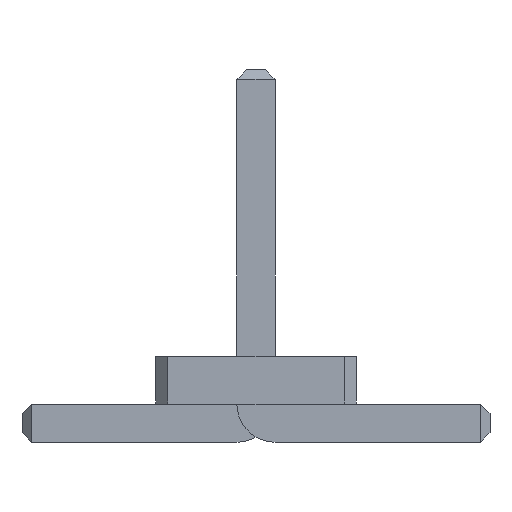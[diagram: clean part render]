
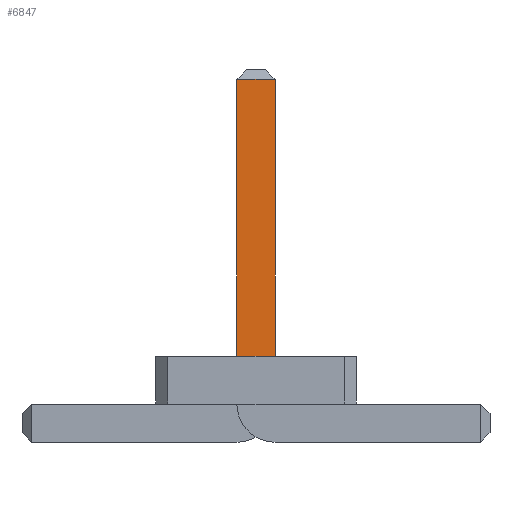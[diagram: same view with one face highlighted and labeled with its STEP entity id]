
A CAD part, front view. The second image highlights one B-rep face of the part: STEP entity #6847.
In plain terms, the highlighted planar face has unit normal (0, -1, 0).
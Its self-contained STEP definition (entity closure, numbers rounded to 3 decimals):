
#2585 = VERTEX_POINT('',#2586);
#2586 = CARTESIAN_POINT('',(-0.2,-8.455,0.9));
#2594 = EDGE_CURVE('',#2595,#2585,#2597,.T.);
#2595 = VERTEX_POINT('',#2596);
#2596 = CARTESIAN_POINT('',(0.2,-8.455,0.9));
#2597 = LINE('',#2598,#2599);
#2598 = CARTESIAN_POINT('',(-0.562,-8.455,0.9));
#2599 = VECTOR('',#2600,1.);
#2600 = DIRECTION('',(-1.,-0.,-0.));
#6781 = EDGE_CURVE('',#2585,#6782,#6784,.T.);
#6782 = VERTEX_POINT('',#6783);
#6783 = CARTESIAN_POINT('',(-0.2,-8.455,3.8));
#6784 = LINE('',#6785,#6786);
#6785 = CARTESIAN_POINT('',(-0.2,-8.455,0.));
#6786 = VECTOR('',#6787,1.);
#6787 = DIRECTION('',(0.,0.,1.));
#6829 = VERTEX_POINT('',#6830);
#6830 = CARTESIAN_POINT('',(0.2,-8.455,3.8));
#6836 = EDGE_CURVE('',#6829,#2595,#6837,.T.);
#6837 = LINE('',#6838,#6839);
#6838 = CARTESIAN_POINT('',(0.2,-8.455,3.9));
#6839 = VECTOR('',#6840,1.);
#6840 = DIRECTION('',(0.,0.,-1.));
#6847 = ADVANCED_FACE('',(#6848),#6859,.T.);
#6848 = FACE_BOUND('',#6849,.T.);
#6849 = EDGE_LOOP('',(#6850,#6851,#6852,#6853));
#6850 = ORIENTED_EDGE('',*,*,#6781,.F.);
#6851 = ORIENTED_EDGE('',*,*,#2594,.F.);
#6852 = ORIENTED_EDGE('',*,*,#6836,.F.);
#6853 = ORIENTED_EDGE('',*,*,#6854,.F.);
#6854 = EDGE_CURVE('',#6782,#6829,#6855,.T.);
#6855 = LINE('',#6856,#6857);
#6856 = CARTESIAN_POINT('',(-0.2,-8.455,3.8));
#6857 = VECTOR('',#6858,1.);
#6858 = DIRECTION('',(1.,0.,0.));
#6859 = PLANE('',#6860);
#6860 = AXIS2_PLACEMENT_3D('',#6861,#6862,#6863);
#6861 = CARTESIAN_POINT('',(-0.2,-8.455,3.9));
#6862 = DIRECTION('',(0.,-1.,0.));
#6863 = DIRECTION('',(0.,0.,-1.));
